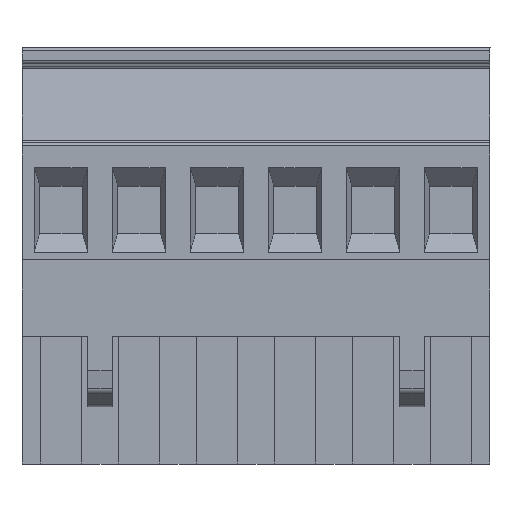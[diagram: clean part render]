
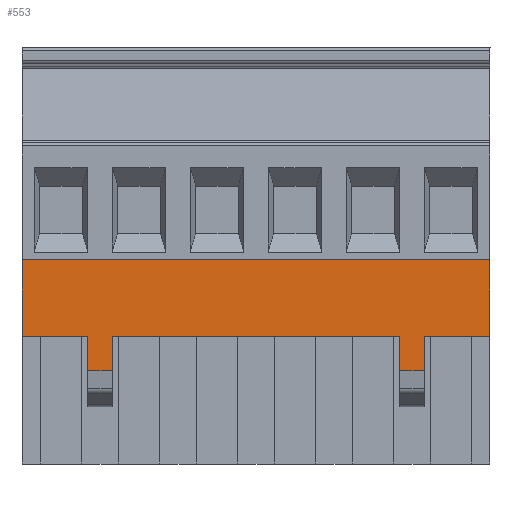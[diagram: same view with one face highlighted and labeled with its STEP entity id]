
A CAD part, top view. The second image highlights one B-rep face of the part: STEP entity #553.
In plain terms, the highlighted planar face has unit normal (0, 0, 1).
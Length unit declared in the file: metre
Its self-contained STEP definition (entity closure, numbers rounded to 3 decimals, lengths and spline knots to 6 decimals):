
#553=ADVANCED_FACE('',(#1215),#1216,.F.);
#1215=FACE_OUTER_BOUND('',#1962,.T.);
#1216=PLANE('',#1963);
#1962=EDGE_LOOP('',(#3607,#3608,#3609,#3610,#3611,#3612,#3613,#3614,#3615,#3616,#3617,#3618));
#1963=AXIS2_PLACEMENT_3D('',#3619,#3620,#3621);
#3607=ORIENTED_EDGE('',*,*,#4702,.T.);
#3608=ORIENTED_EDGE('',*,*,#4958,.T.);
#3609=ORIENTED_EDGE('',*,*,#4944,.F.);
#3610=ORIENTED_EDGE('',*,*,#4544,.T.);
#3611=ORIENTED_EDGE('',*,*,#4699,.T.);
#3612=ORIENTED_EDGE('',*,*,#4479,.F.);
#3613=ORIENTED_EDGE('',*,*,#4845,.T.);
#3614=ORIENTED_EDGE('',*,*,#4584,.T.);
#3615=ORIENTED_EDGE('',*,*,#4706,.T.);
#3616=ORIENTED_EDGE('',*,*,#4959,.T.);
#3617=ORIENTED_EDGE('',*,*,#4960,.T.);
#3618=ORIENTED_EDGE('',*,*,#4961,.F.);
#3619=CARTESIAN_POINT('',(0.127,0.,0.));
#3620=DIRECTION('',(0.,0.,-1.0));
#3621=DIRECTION('',(-1.0,0.,0.));
#4479=EDGE_CURVE('',#5403,#5405,#5406,.T.);
#4544=EDGE_CURVE('',#5519,#5517,#5520,.T.);
#4584=EDGE_CURVE('',#5545,#5583,#5585,.T.);
#4699=EDGE_CURVE('',#5517,#5405,#5773,.T.);
#4702=EDGE_CURVE('',#5778,#5776,#5779,.T.);
#4706=EDGE_CURVE('',#5583,#5784,#5786,.T.);
#4845=EDGE_CURVE('',#5403,#5545,#5976,.T.);
#4944=EDGE_CURVE('',#5519,#6097,#6101,.T.);
#4958=EDGE_CURVE('',#5776,#6097,#6119,.T.);
#4959=EDGE_CURVE('',#5784,#6120,#6121,.T.);
#4960=EDGE_CURVE('',#6120,#6122,#6123,.T.);
#4961=EDGE_CURVE('',#5778,#6122,#6124,.T.);
#5403=VERTEX_POINT('',#6688);
#5405=VERTEX_POINT('',#6691);
#5406=LINE('',#6692,#6693);
#5517=VERTEX_POINT('',#6862);
#5519=VERTEX_POINT('',#6865);
#5520=LINE('',#6866,#6867);
#5545=VERTEX_POINT('',#6901);
#5583=VERTEX_POINT('',#6953);
#5585=LINE('',#6956,#6957);
#5773=LINE('',#7219,#7220);
#5776=VERTEX_POINT('',#7224);
#5778=VERTEX_POINT('',#7227);
#5779=LINE('',#7228,#7229);
#5784=VERTEX_POINT('',#7236);
#5786=LINE('',#7239,#7240);
#5976=LINE('',#7514,#7515);
#6097=VERTEX_POINT('',#7681);
#6101=LINE('',#7687,#7688);
#6119=LINE('',#7714,#7715);
#6120=VERTEX_POINT('',#7716);
#6121=LINE('',#7717,#7718);
#6122=VERTEX_POINT('',#7719);
#6123=LINE('',#7720,#7721);
#6124=LINE('',#7722,#7723);
#6688=CARTESIAN_POINT('',(0.03048,0.005,0.));
#6691=CARTESIAN_POINT('',(0.03048,0.,0.));
#6692=CARTESIAN_POINT('',(0.03048,0.,0.));
#6693=VECTOR('',#8086,1.0);
#6862=CARTESIAN_POINT('',(0.0262,0.,0.));
#6865=CARTESIAN_POINT('',(0.0262,-0.002241,0.));
#6866=CARTESIAN_POINT('',(0.0262,-0.003254,0.));
#6867=VECTOR('',#8180,1.0);
#6901=CARTESIAN_POINT('',(0.,0.005,0.));
#6953=CARTESIAN_POINT('',(0.,0.,0.));
#6956=CARTESIAN_POINT('',(0.,0.0,0.));
#6957=VECTOR('',#8241,1.0);
#7219=CARTESIAN_POINT('',(0.04064,0.,0.));
#7220=VECTOR('',#8391,1.0);
#7224=CARTESIAN_POINT('',(0.0246,0.,0.));
#7227=CARTESIAN_POINT('',(0.00588,0.,0.));
#7228=CARTESIAN_POINT('',(0.13208,0.,0.));
#7229=VECTOR('',#8394,1.0);
#7236=CARTESIAN_POINT('',(0.00428,0.,0.));
#7239=CARTESIAN_POINT('',(0.0254,0.,0.));
#7240=VECTOR('',#8398,1.0);
#7514=CARTESIAN_POINT('',(0.127002,0.005,0.));
#7515=VECTOR('',#8536,1.0);
#7681=CARTESIAN_POINT('',(0.0246,-0.002241,0.));
#7687=CARTESIAN_POINT('',(0.03048,-0.002241,0.));
#7688=VECTOR('',#8617,1.0);
#7714=CARTESIAN_POINT('',(0.0246,0.,0.));
#7715=VECTOR('',#8626,1.0);
#7716=CARTESIAN_POINT('',(0.00428,-0.002241,0.));
#7717=CARTESIAN_POINT('',(0.00428,-0.003254,0.));
#7718=VECTOR('',#8627,1.0);
#7719=CARTESIAN_POINT('',(0.00588,-0.002241,0.));
#7720=CARTESIAN_POINT('',(0.03048,-0.002241,0.));
#7721=VECTOR('',#8628,1.0);
#7722=CARTESIAN_POINT('',(0.00588,0.,0.));
#7723=VECTOR('',#8629,1.0);
#8086=DIRECTION('',(0.,-1.0,0.));
#8180=DIRECTION('',(0.,1.0,0.));
#8241=DIRECTION('',(0.,-1.0,0.));
#8391=DIRECTION('',(1.0,0.,0.));
#8394=DIRECTION('',(1.0,0.,0.));
#8398=DIRECTION('',(1.0,0.,0.));
#8536=DIRECTION('',(-1.0,0.,0.));
#8617=DIRECTION('',(-1.0,0.,0.));
#8626=DIRECTION('',(0.,-1.0,0.));
#8627=DIRECTION('',(0.,-1.0,0.));
#8628=DIRECTION('',(1.0,0.,0.));
#8629=DIRECTION('',(0.,-1.0,0.));
